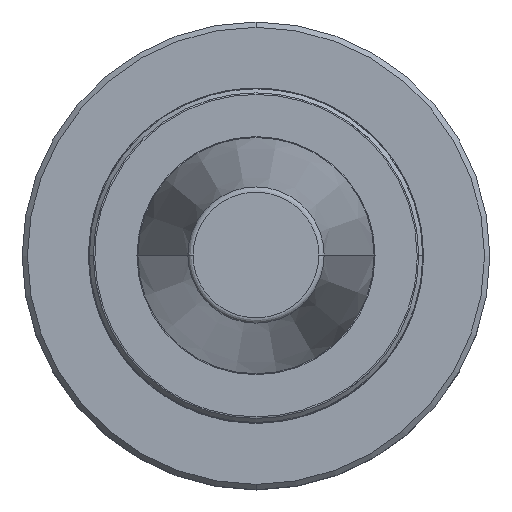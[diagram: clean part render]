
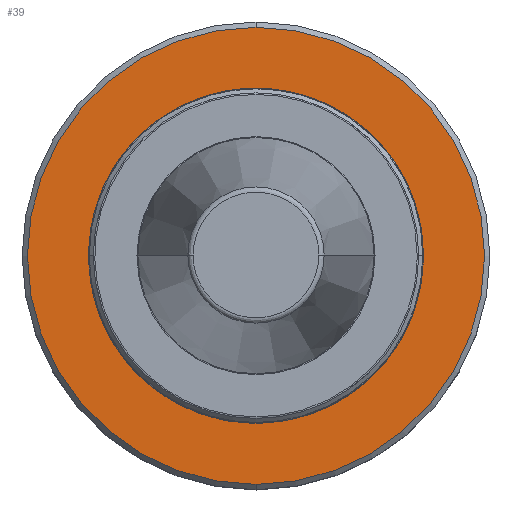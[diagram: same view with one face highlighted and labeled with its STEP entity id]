
A CAD part, top view. The second image highlights one B-rep face of the part: STEP entity #39.
In plain terms, the highlighted planar face has unit normal (0, 0, 1).
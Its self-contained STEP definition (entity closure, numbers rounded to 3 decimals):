
#39 = ADVANCED_FACE ( 'NONE', ( #261, #139 ), #2795, .T. ) ;
#139 = FACE_OUTER_BOUND ( 'NONE', #280, .T. ) ;
#261 = FACE_BOUND ( 'NONE', #1791, .T. ) ;
#280 = EDGE_LOOP ( 'NONE', ( #1990, #2013 ) ) ;
#341 = EDGE_CURVE ( 'NONE', #2986, #1401, #2807, .T. ) ;
#357 = EDGE_CURVE ( 'NONE', #2784, #1636, #1287, .T. ) ;
#374 = CARTESIAN_POINT ( 'NONE',  ( -31.383, 0., -26.117 ) ) ;
#487 = EDGE_CURVE ( 'NONE', #1636, #2784, #763, .T. ) ;
#503 = AXIS2_PLACEMENT_3D ( 'NONE', #2657, #2656, #2652 ) ;
#508 = DIRECTION ( 'NONE',  ( 1., 0., 0. ) ) ;
#761 = AXIS2_PLACEMENT_3D ( 'NONE', #2232, #2230, #2224 ) ;
#763 =( BOUNDED_CURVE ( )  B_SPLINE_CURVE ( 3, ( #2060, #2073, #2001, #1997 ),
 .UNSPECIFIED., .F., .F. ) 
 B_SPLINE_CURVE_WITH_KNOTS ( ( 4, 4 ),
 ( 0., 0.099 ),
 .UNSPECIFIED. ) 
 CURVE ( )  GEOMETRIC_REPRESENTATION_ITEM ( )  RATIONAL_B_SPLINE_CURVE ( ( 0.978, 0.326, 0.326, 0.978 ) ) 
 REPRESENTATION_ITEM ( '' )  );
#836 = CARTESIAN_POINT ( 'NONE',  ( 0., 43., -26.117 ) ) ;
#1256 = AXIS2_PLACEMENT_3D ( 'NONE', #2814, #2999, #508 ) ;
#1287 =( BOUNDED_CURVE ( )  B_SPLINE_CURVE ( 3, ( #2187, #2200, #2204, #2184 ),
 .UNSPECIFIED., .F., .F. ) 
 B_SPLINE_CURVE_WITH_KNOTS ( ( 4, 4 ),
 ( 0., 0.099 ),
 .UNSPECIFIED. ) 
 CURVE ( )  GEOMETRIC_REPRESENTATION_ITEM ( )  RATIONAL_B_SPLINE_CURVE ( ( 0.978, 0.326, 0.326, 0.978 ) ) 
 REPRESENTATION_ITEM ( '' )  );
#1401 = VERTEX_POINT ( 'NONE', #1978 ) ;
#1636 = VERTEX_POINT ( 'NONE', #2729 ) ;
#1655 = EDGE_CURVE ( 'NONE', #1401, #2986, #1904, .T. ) ;
#1699 = ORIENTED_EDGE ( 'NONE', *, *, #357, .T. ) ;
#1791 = EDGE_LOOP ( 'NONE', ( #1699, #1843 ) ) ;
#1843 = ORIENTED_EDGE ( 'NONE', *, *, #487, .T. ) ;
#1904 = CIRCLE ( 'NONE', #503, 43. ) ;
#1978 = CARTESIAN_POINT ( 'NONE',  ( 0., -43., -26.117 ) ) ;
#1990 = ORIENTED_EDGE ( 'NONE', *, *, #341, .T. ) ;
#1997 = CARTESIAN_POINT ( 'NONE',  ( -31.383, 0., -26.117 ) ) ;
#2001 = CARTESIAN_POINT ( 'NONE',  ( -31.383, -62.766, -26.117 ) ) ;
#2013 = ORIENTED_EDGE ( 'NONE', *, *, #1655, .T. ) ;
#2060 = CARTESIAN_POINT ( 'NONE',  ( 31.383, 0., -26.117 ) ) ;
#2073 = CARTESIAN_POINT ( 'NONE',  ( 31.383, -62.766, -26.117 ) ) ;
#2184 = CARTESIAN_POINT ( 'NONE',  ( 31.383, 0., -26.117 ) ) ;
#2187 = CARTESIAN_POINT ( 'NONE',  ( -31.383, 0., -26.117 ) ) ;
#2200 = CARTESIAN_POINT ( 'NONE',  ( -31.383, 62.766, -26.117 ) ) ;
#2204 = CARTESIAN_POINT ( 'NONE',  ( 31.383, 62.766, -26.117 ) ) ;
#2224 = DIRECTION ( 'NONE',  ( 0., 1., 0. ) ) ;
#2230 = DIRECTION ( 'NONE',  ( 0., 0., 1. ) ) ;
#2232 = CARTESIAN_POINT ( 'NONE',  ( 0., 0., -26.117 ) ) ;
#2652 = DIRECTION ( 'NONE',  ( 0., 1., 0. ) ) ;
#2656 = DIRECTION ( 'NONE',  ( 0., 0., 1. ) ) ;
#2657 = CARTESIAN_POINT ( 'NONE',  ( 0., 0., -26.117 ) ) ;
#2729 = CARTESIAN_POINT ( 'NONE',  ( 31.383, 0., -26.117 ) ) ;
#2784 = VERTEX_POINT ( 'NONE', #374 ) ;
#2795 = PLANE ( 'NONE',  #1256 ) ;
#2807 = CIRCLE ( 'NONE', #761, 43. ) ;
#2814 = CARTESIAN_POINT ( 'NONE',  ( -43.516, -43.516, -26.117 ) ) ;
#2986 = VERTEX_POINT ( 'NONE', #836 ) ;
#2999 = DIRECTION ( 'NONE',  ( 0., 0., 1. ) ) ;
